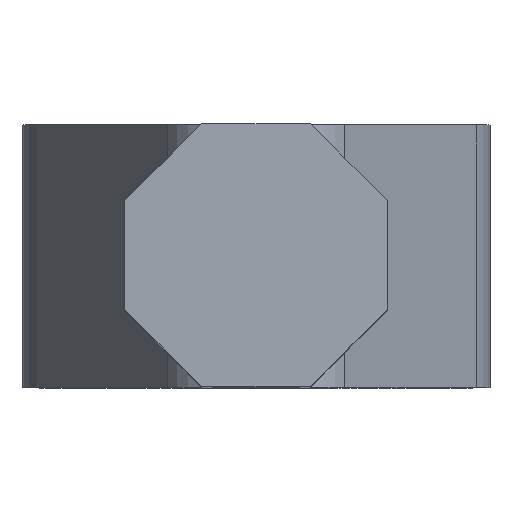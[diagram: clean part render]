
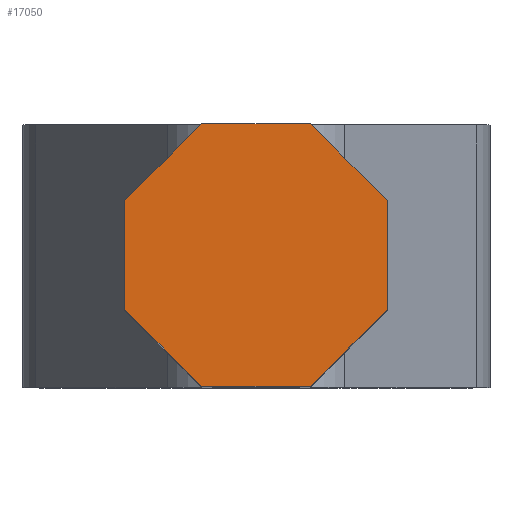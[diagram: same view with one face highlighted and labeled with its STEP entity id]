
A CAD part, top view. The second image highlights one B-rep face of the part: STEP entity #17050.
In plain terms, the highlighted planar face has unit normal (0, 0, 1).
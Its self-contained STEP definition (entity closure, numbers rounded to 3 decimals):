
#6173 = PLANE('',#6174);
#6174 = AXIS2_PLACEMENT_3D('',#6175,#6176,#6177);
#6175 = CARTESIAN_POINT('',(-16.67,78.779,-500000.));
#6176 = DIRECTION('',(-0.707,0.707,0.));
#6177 = DIRECTION('',(-0.707,-0.707,0.));
#6201 = PLANE('',#6202);
#6202 = AXIS2_PLACEMENT_3D('',#6203,#6204,#6205);
#6203 = CARTESIAN_POINT('',(-19.603,78.779,-45.667
    ));
#6204 = DIRECTION('',(0.,1.,0.));
#6205 = DIRECTION('',(0.,0.,1.));
#6240 = PLANE('',#6241);
#6241 = AXIS2_PLACEMENT_3D('',#6242,#6243,#6244);
#6242 = CARTESIAN_POINT('',(-19.603,68.779,-45.667
    ));
#6243 = DIRECTION('',(0.,1.,0.));
#6244 = DIRECTION('',(0.,0.,1.));
#6291 = PLANE('',#6292);
#6292 = AXIS2_PLACEMENT_3D('',#6293,#6294,#6295);
#6293 = CARTESIAN_POINT('',(-19.599,71.708,-500000.));
#6294 = DIRECTION('',(-0.707,-0.707,0.));
#6295 = DIRECTION('',(0.707,-0.707,0.));
#6402 = PLANE('',#6403);
#6403 = AXIS2_PLACEMENT_3D('',#6404,#6405,#6406);
#6404 = CARTESIAN_POINT('',(-12.528,68.779,-500000.));
#6405 = DIRECTION('',(0.707,-0.707,0.));
#6406 = DIRECTION('',(0.707,0.707,0.));
#13517 = VERTEX_POINT('',#13518);
#13518 = CARTESIAN_POINT('',(-16.67,78.779,-15.));
#13539 = EDGE_CURVE('',#13540,#13517,#13542,.T.);
#13540 = VERTEX_POINT('',#13541);
#13541 = CARTESIAN_POINT('',(-12.528,78.779,-15.));
#13542 = SURFACE_CURVE('',#13543,(#13547,#13554),.PCURVE_S1.);
#13543 = LINE('',#13544,#13545);
#13544 = CARTESIAN_POINT('',(-12.528,78.779,-15.));
#13545 = VECTOR('',#13546,1.);
#13546 = DIRECTION('',(-1.,0.,0.));
#13547 = PCURVE('',#6201,#13548);
#13548 = DEFINITIONAL_REPRESENTATION('',(#13549),#13553);
#13549 = LINE('',#13550,#13551);
#13550 = CARTESIAN_POINT('',(30.667,7.075));
#13551 = VECTOR('',#13552,1.);
#13552 = DIRECTION('',(0.,-1.));
#13553 = ( GEOMETRIC_REPRESENTATION_CONTEXT(2) 
PARAMETRIC_REPRESENTATION_CONTEXT() REPRESENTATION_CONTEXT('2D SPACE',''
  ) );
#13554 = PCURVE('',#13555,#13560);
#13555 = PLANE('',#13556);
#13556 = AXIS2_PLACEMENT_3D('',#13557,#13558,#13559);
#13557 = CARTESIAN_POINT('',(0.,0.,-15.));
#13558 = DIRECTION('',(0.,0.,1.));
#13559 = DIRECTION('',(1.,0.,0.));
#13560 = DEFINITIONAL_REPRESENTATION('',(#13561),#13565);
#13561 = LINE('',#13562,#13563);
#13562 = CARTESIAN_POINT('',(-12.528,78.779));
#13563 = VECTOR('',#13564,1.);
#13564 = DIRECTION('',(-1.,0.));
#13565 = ( GEOMETRIC_REPRESENTATION_CONTEXT(2) 
PARAMETRIC_REPRESENTATION_CONTEXT() REPRESENTATION_CONTEXT('2D SPACE',''
  ) );
#13583 = PLANE('',#13584);
#13584 = AXIS2_PLACEMENT_3D('',#13585,#13586,#13587);
#13585 = CARTESIAN_POINT('',(-9.599,75.85,-500000.));
#13586 = DIRECTION('',(0.707,0.707,0.));
#13587 = DIRECTION('',(-0.707,0.707,0.));
#14209 = VERTEX_POINT('',#14210);
#14210 = CARTESIAN_POINT('',(-12.528,68.779,-15.));
#14231 = EDGE_CURVE('',#14232,#14209,#14234,.T.);
#14232 = VERTEX_POINT('',#14233);
#14233 = CARTESIAN_POINT('',(-16.67,68.779,-15.));
#14234 = SURFACE_CURVE('',#14235,(#14239,#14246),.PCURVE_S1.);
#14235 = LINE('',#14236,#14237);
#14236 = CARTESIAN_POINT('',(-16.67,68.779,-15.));
#14237 = VECTOR('',#14238,1.);
#14238 = DIRECTION('',(1.,0.,0.));
#14239 = PCURVE('',#6240,#14240);
#14240 = DEFINITIONAL_REPRESENTATION('',(#14241),#14245);
#14241 = LINE('',#14242,#14243);
#14242 = CARTESIAN_POINT('',(30.667,2.933));
#14243 = VECTOR('',#14244,1.);
#14244 = DIRECTION('',(0.,1.));
#14245 = ( GEOMETRIC_REPRESENTATION_CONTEXT(2) 
PARAMETRIC_REPRESENTATION_CONTEXT() REPRESENTATION_CONTEXT('2D SPACE',''
  ) );
#14246 = PCURVE('',#13555,#14247);
#14247 = DEFINITIONAL_REPRESENTATION('',(#14248),#14252);
#14248 = LINE('',#14249,#14250);
#14249 = CARTESIAN_POINT('',(-16.67,68.779));
#14250 = VECTOR('',#14251,1.);
#14251 = DIRECTION('',(1.,0.));
#14252 = ( GEOMETRIC_REPRESENTATION_CONTEXT(2) 
PARAMETRIC_REPRESENTATION_CONTEXT() REPRESENTATION_CONTEXT('2D SPACE',''
  ) );
#14779 = PLANE('',#14780);
#14780 = AXIS2_PLACEMENT_3D('',#14781,#14782,#14783);
#14781 = CARTESIAN_POINT('',(-19.599,75.85,-500000.));
#14782 = DIRECTION('',(-1.,0.,0.));
#14783 = DIRECTION('',(0.,0.,1.));
#14931 = PLANE('',#14932);
#14932 = AXIS2_PLACEMENT_3D('',#14933,#14934,#14935);
#14933 = CARTESIAN_POINT('',(-9.599,71.708,-500000.));
#14934 = DIRECTION('',(1.,0.,0.));
#14935 = DIRECTION('',(0.,0.,-1.));
#16956 = VERTEX_POINT('',#16957);
#16957 = CARTESIAN_POINT('',(-9.599,75.85,-15.));
#16981 = EDGE_CURVE('',#16956,#13540,#16982,.T.);
#16982 = SURFACE_CURVE('',#16983,(#16987,#16994),.PCURVE_S1.);
#16983 = LINE('',#16984,#16985);
#16984 = CARTESIAN_POINT('',(-9.599,75.85,-15.));
#16985 = VECTOR('',#16986,1.);
#16986 = DIRECTION('',(-0.707,0.707,0.));
#16987 = PCURVE('',#13583,#16988);
#16988 = DEFINITIONAL_REPRESENTATION('',(#16989),#16993);
#16989 = LINE('',#16990,#16991);
#16990 = CARTESIAN_POINT('',(0.,499985.));
#16991 = VECTOR('',#16992,1.);
#16992 = DIRECTION('',(1.,0.));
#16993 = ( GEOMETRIC_REPRESENTATION_CONTEXT(2) 
PARAMETRIC_REPRESENTATION_CONTEXT() REPRESENTATION_CONTEXT('2D SPACE',''
  ) );
#16994 = PCURVE('',#13555,#16995);
#16995 = DEFINITIONAL_REPRESENTATION('',(#16996),#17000);
#16996 = LINE('',#16997,#16998);
#16997 = CARTESIAN_POINT('',(-9.599,75.85));
#16998 = VECTOR('',#16999,1.);
#16999 = DIRECTION('',(-0.707,0.707));
#17000 = ( GEOMETRIC_REPRESENTATION_CONTEXT(2) 
PARAMETRIC_REPRESENTATION_CONTEXT() REPRESENTATION_CONTEXT('2D SPACE',''
  ) );
#17006 = VERTEX_POINT('',#17007);
#17007 = CARTESIAN_POINT('',(-9.599,71.708,-15.));
#17030 = EDGE_CURVE('',#17006,#16956,#17031,.T.);
#17031 = SURFACE_CURVE('',#17032,(#17036,#17043),.PCURVE_S1.);
#17032 = LINE('',#17033,#17034);
#17033 = CARTESIAN_POINT('',(-9.599,71.708,-15.));
#17034 = VECTOR('',#17035,1.);
#17035 = DIRECTION('',(0.,1.,0.));
#17036 = PCURVE('',#14931,#17037);
#17037 = DEFINITIONAL_REPRESENTATION('',(#17038),#17042);
#17038 = LINE('',#17039,#17040);
#17039 = CARTESIAN_POINT('',(-499985.,0.));
#17040 = VECTOR('',#17041,1.);
#17041 = DIRECTION('',(0.,1.));
#17042 = ( GEOMETRIC_REPRESENTATION_CONTEXT(2) 
PARAMETRIC_REPRESENTATION_CONTEXT() REPRESENTATION_CONTEXT('2D SPACE',''
  ) );
#17043 = PCURVE('',#13555,#17044);
#17044 = DEFINITIONAL_REPRESENTATION('',(#17045),#17049);
#17045 = LINE('',#17046,#17047);
#17046 = CARTESIAN_POINT('',(-9.599,71.708));
#17047 = VECTOR('',#17048,1.);
#17048 = DIRECTION('',(0.,1.));
#17049 = ( GEOMETRIC_REPRESENTATION_CONTEXT(2) 
PARAMETRIC_REPRESENTATION_CONTEXT() REPRESENTATION_CONTEXT('2D SPACE',''
  ) );
#17050 = ADVANCED_FACE('',(#17051),#13555,.T.);
#17051 = FACE_BOUND('',#17052,.T.);
#17052 = EDGE_LOOP('',(#17053,#17054,#17077,#17100,#17121,#17122,#17143,
    #17144));
#17053 = ORIENTED_EDGE('',*,*,#13539,.T.);
#17054 = ORIENTED_EDGE('',*,*,#17055,.T.);
#17055 = EDGE_CURVE('',#13517,#17056,#17058,.T.);
#17056 = VERTEX_POINT('',#17057);
#17057 = CARTESIAN_POINT('',(-19.599,75.85,-15.));
#17058 = SURFACE_CURVE('',#17059,(#17063,#17070),.PCURVE_S1.);
#17059 = LINE('',#17060,#17061);
#17060 = CARTESIAN_POINT('',(-16.67,78.779,-15.));
#17061 = VECTOR('',#17062,1.);
#17062 = DIRECTION('',(-0.707,-0.707,0.));
#17063 = PCURVE('',#13555,#17064);
#17064 = DEFINITIONAL_REPRESENTATION('',(#17065),#17069);
#17065 = LINE('',#17066,#17067);
#17066 = CARTESIAN_POINT('',(-16.67,78.779));
#17067 = VECTOR('',#17068,1.);
#17068 = DIRECTION('',(-0.707,-0.707));
#17069 = ( GEOMETRIC_REPRESENTATION_CONTEXT(2) 
PARAMETRIC_REPRESENTATION_CONTEXT() REPRESENTATION_CONTEXT('2D SPACE',''
  ) );
#17070 = PCURVE('',#6173,#17071);
#17071 = DEFINITIONAL_REPRESENTATION('',(#17072),#17076);
#17072 = LINE('',#17073,#17074);
#17073 = CARTESIAN_POINT('',(0.,499985.));
#17074 = VECTOR('',#17075,1.);
#17075 = DIRECTION('',(1.,0.));
#17076 = ( GEOMETRIC_REPRESENTATION_CONTEXT(2) 
PARAMETRIC_REPRESENTATION_CONTEXT() REPRESENTATION_CONTEXT('2D SPACE',''
  ) );
#17077 = ORIENTED_EDGE('',*,*,#17078,.T.);
#17078 = EDGE_CURVE('',#17056,#17079,#17081,.T.);
#17079 = VERTEX_POINT('',#17080);
#17080 = CARTESIAN_POINT('',(-19.599,71.708,-15.));
#17081 = SURFACE_CURVE('',#17082,(#17086,#17093),.PCURVE_S1.);
#17082 = LINE('',#17083,#17084);
#17083 = CARTESIAN_POINT('',(-19.599,75.85,-15.));
#17084 = VECTOR('',#17085,1.);
#17085 = DIRECTION('',(0.,-1.,0.));
#17086 = PCURVE('',#13555,#17087);
#17087 = DEFINITIONAL_REPRESENTATION('',(#17088),#17092);
#17088 = LINE('',#17089,#17090);
#17089 = CARTESIAN_POINT('',(-19.599,75.85));
#17090 = VECTOR('',#17091,1.);
#17091 = DIRECTION('',(0.,-1.));
#17092 = ( GEOMETRIC_REPRESENTATION_CONTEXT(2) 
PARAMETRIC_REPRESENTATION_CONTEXT() REPRESENTATION_CONTEXT('2D SPACE',''
  ) );
#17093 = PCURVE('',#14779,#17094);
#17094 = DEFINITIONAL_REPRESENTATION('',(#17095),#17099);
#17095 = LINE('',#17096,#17097);
#17096 = CARTESIAN_POINT('',(499985.,0.));
#17097 = VECTOR('',#17098,1.);
#17098 = DIRECTION('',(0.,-1.));
#17099 = ( GEOMETRIC_REPRESENTATION_CONTEXT(2) 
PARAMETRIC_REPRESENTATION_CONTEXT() REPRESENTATION_CONTEXT('2D SPACE',''
  ) );
#17100 = ORIENTED_EDGE('',*,*,#17101,.T.);
#17101 = EDGE_CURVE('',#17079,#14232,#17102,.T.);
#17102 = SURFACE_CURVE('',#17103,(#17107,#17114),.PCURVE_S1.);
#17103 = LINE('',#17104,#17105);
#17104 = CARTESIAN_POINT('',(-19.599,71.708,-15.));
#17105 = VECTOR('',#17106,1.);
#17106 = DIRECTION('',(0.707,-0.707,0.));
#17107 = PCURVE('',#13555,#17108);
#17108 = DEFINITIONAL_REPRESENTATION('',(#17109),#17113);
#17109 = LINE('',#17110,#17111);
#17110 = CARTESIAN_POINT('',(-19.599,71.708));
#17111 = VECTOR('',#17112,1.);
#17112 = DIRECTION('',(0.707,-0.707));
#17113 = ( GEOMETRIC_REPRESENTATION_CONTEXT(2) 
PARAMETRIC_REPRESENTATION_CONTEXT() REPRESENTATION_CONTEXT('2D SPACE',''
  ) );
#17114 = PCURVE('',#6291,#17115);
#17115 = DEFINITIONAL_REPRESENTATION('',(#17116),#17120);
#17116 = LINE('',#17117,#17118);
#17117 = CARTESIAN_POINT('',(0.,499985.));
#17118 = VECTOR('',#17119,1.);
#17119 = DIRECTION('',(1.,0.));
#17120 = ( GEOMETRIC_REPRESENTATION_CONTEXT(2) 
PARAMETRIC_REPRESENTATION_CONTEXT() REPRESENTATION_CONTEXT('2D SPACE',''
  ) );
#17121 = ORIENTED_EDGE('',*,*,#14231,.T.);
#17122 = ORIENTED_EDGE('',*,*,#17123,.T.);
#17123 = EDGE_CURVE('',#14209,#17006,#17124,.T.);
#17124 = SURFACE_CURVE('',#17125,(#17129,#17136),.PCURVE_S1.);
#17125 = LINE('',#17126,#17127);
#17126 = CARTESIAN_POINT('',(-12.528,68.779,-15.));
#17127 = VECTOR('',#17128,1.);
#17128 = DIRECTION('',(0.707,0.707,0.));
#17129 = PCURVE('',#13555,#17130);
#17130 = DEFINITIONAL_REPRESENTATION('',(#17131),#17135);
#17131 = LINE('',#17132,#17133);
#17132 = CARTESIAN_POINT('',(-12.528,68.779));
#17133 = VECTOR('',#17134,1.);
#17134 = DIRECTION('',(0.707,0.707));
#17135 = ( GEOMETRIC_REPRESENTATION_CONTEXT(2) 
PARAMETRIC_REPRESENTATION_CONTEXT() REPRESENTATION_CONTEXT('2D SPACE',''
  ) );
#17136 = PCURVE('',#6402,#17137);
#17137 = DEFINITIONAL_REPRESENTATION('',(#17138),#17142);
#17138 = LINE('',#17139,#17140);
#17139 = CARTESIAN_POINT('',(0.,499985.));
#17140 = VECTOR('',#17141,1.);
#17141 = DIRECTION('',(1.,0.));
#17142 = ( GEOMETRIC_REPRESENTATION_CONTEXT(2) 
PARAMETRIC_REPRESENTATION_CONTEXT() REPRESENTATION_CONTEXT('2D SPACE',''
  ) );
#17143 = ORIENTED_EDGE('',*,*,#17030,.T.);
#17144 = ORIENTED_EDGE('',*,*,#16981,.T.);
